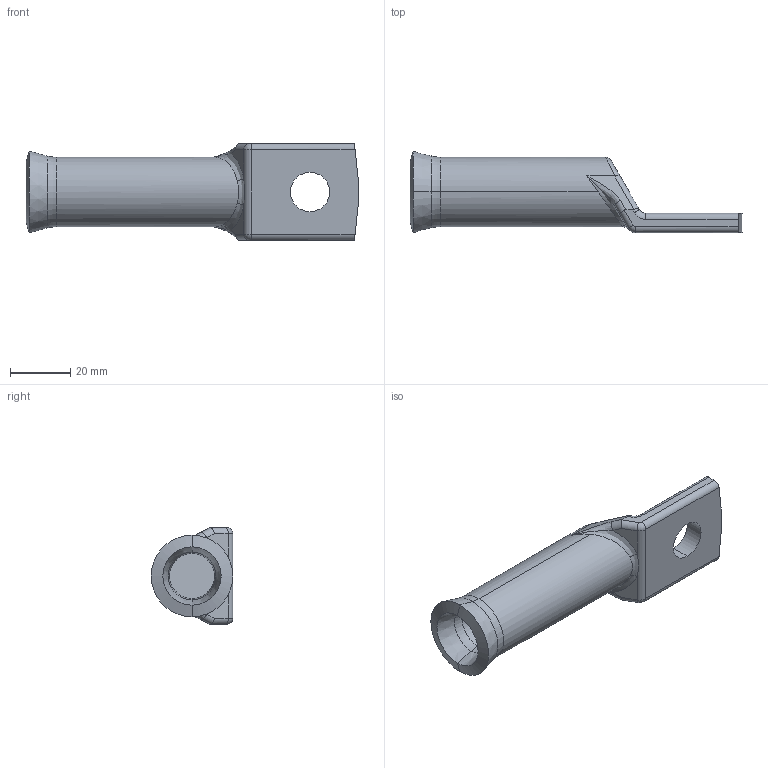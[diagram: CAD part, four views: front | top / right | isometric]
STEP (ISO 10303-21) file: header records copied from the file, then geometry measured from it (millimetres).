
FILE_DESCRIPTION (( 'STEP AP203' ), '1' );
FILE_NAME ('120 mm² DIN NORMU ALÜMÝNYUM SKP (KALAY KAPLI).STEP', '2025-07-21T06:29:14', ( '' ), ( '' ), 'SwSTEP 2.0', 'SolidWorks 2023', '' );
FILE_SCHEMA (( 'CONFIG_CONTROL_DESIGN' ));
Length unit declared in the file: millimetre
Products named in the file (1): 120 mm² DIN NORMU ALÜMİNYUM SKP (KALAY KAPLI)
Bounding box: 109.88 x 27 x 32 mm (x, y, z)
Volume: 25897.2 mm3; surface area: 12085.3 mm2
Topology: 1 solids, 1 shells, 52 faces, 124 edges, 72 vertices
Faces by surface type: cylinder 21, plane 10, torus 8, bspline 7, cone 6
Entity records: 1903 total; most frequent: CARTESIAN_POINT 710, ORIENTED_EDGE 244, DIRECTION 229, EDGE_CURVE 122, AXIS2_PLACEMENT_3D 91, VERTEX_POINT 72, EDGE_LOOP 54, ADVANCED_FACE 52
